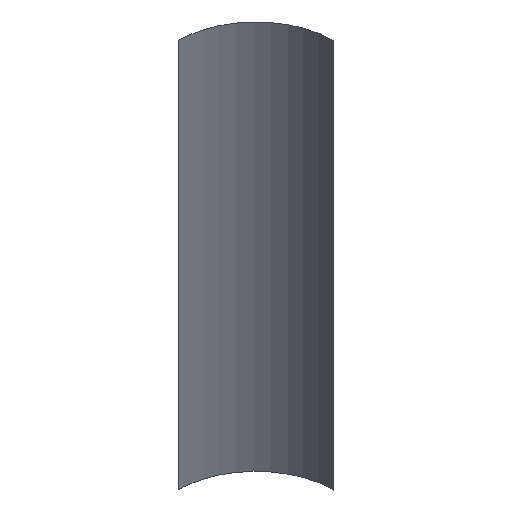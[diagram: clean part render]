
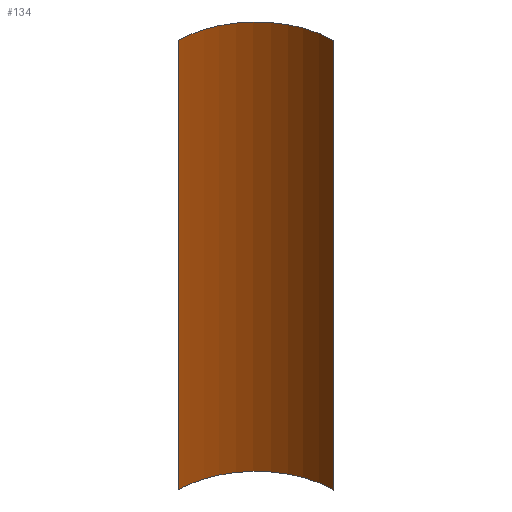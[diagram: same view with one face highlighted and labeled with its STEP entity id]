
A CAD part, isometric view. The second image highlights one B-rep face of the part: STEP entity #134.
In plain terms, the highlighted cylindrical face has radius 25.4 mm (diameter 50.8 mm), a partial arc.
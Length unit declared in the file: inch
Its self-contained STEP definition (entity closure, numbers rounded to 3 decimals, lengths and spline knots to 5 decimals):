
#95=CARTESIAN_POINT('#95',(2.0,1.0,-4.));
#96=VERTEX_POINT('',#95);
#97=CARTESIAN_POINT('#97',(1.0,2.0,-4.));
#98=VERTEX_POINT('',#97);
#99=CARTESIAN_POINT('#99',(2.0,1.0,1.0));
#100=VERTEX_POINT('',#99);
#101=CARTESIAN_POINT('#101',(1.0,2.0,1.0));
#102=VERTEX_POINT('',#101);
#103=CARTESIAN_POINT('#103',(2.0,1.0,-4.));
#104=CARTESIAN_POINT('#104',(2.0,1.58579,-4.));
#105=CARTESIAN_POINT('#105',(1.58579,2.0,-4.));
#106=CARTESIAN_POINT('#106',(1.0,2.0,-4.));
#107=(BOUNDED_CURVE()B_SPLINE_CURVE(3,(#103,#104,#105,#106),
.UNSPECIFIED.,.F.,.F.)B_SPLINE_CURVE_WITH_KNOTS((4,4),(0.0,1.0),
.UNSPECIFIED.)CURVE()GEOMETRIC_REPRESENTATION_ITEM()
RATIONAL_B_SPLINE_CURVE((1.0,0.805,0.805,1.0))
REPRESENTATION_ITEM(''));
#108=CARTESIAN_POINT('#108',(2.0,1.0,1.0));
#109=CARTESIAN_POINT('#109',(2.0,1.0,-4.));
#110=B_SPLINE_CURVE_WITH_KNOTS('',1,(#108,#109),.UNSPECIFIED.,.F.,.F.,(2
,2),(0.0,1.0),.UNSPECIFIED.);
#111=CARTESIAN_POINT('#111',(2.0,1.0,1.0));
#112=CARTESIAN_POINT('#112',(2.0,1.58579,1.0));
#113=CARTESIAN_POINT('#113',(1.58579,2.0,1.0));
#114=CARTESIAN_POINT('#114',(1.0,2.0,1.0));
#115=(BOUNDED_CURVE()B_SPLINE_CURVE(3,(#111,#112,#113,#114),
.UNSPECIFIED.,.F.,.F.)B_SPLINE_CURVE_WITH_KNOTS((4,4),(0.0,1.0),
.UNSPECIFIED.)CURVE()GEOMETRIC_REPRESENTATION_ITEM()
RATIONAL_B_SPLINE_CURVE((1.0,0.805,0.805,1.0))
REPRESENTATION_ITEM(''));
#116=CARTESIAN_POINT('#116',(1.0,2.0,1.0));
#117=CARTESIAN_POINT('#117',(1.0,2.0,-4.));
#118=B_SPLINE_CURVE_WITH_KNOTS('',1,(#116,#117),.UNSPECIFIED.,.F.,.F.,(2
,2),(0.0,1.0),.UNSPECIFIED.);
#119=EDGE_CURVE('',#96,#98,#107,.T.);
#120=EDGE_CURVE('',#100,#96,#110,.T.);
#121=EDGE_CURVE('',#100,#102,#115,.T.);
#122=EDGE_CURVE('',#102,#98,#118,.T.);
#123=ORIENTED_EDGE('#123',*,*,#119,.F.);
#124=ORIENTED_EDGE('#124',*,*,#120,.F.);
#125=ORIENTED_EDGE('#125',*,*,#121,.T.);
#126=ORIENTED_EDGE('#126',*,*,#122,.T.);
#127=EDGE_LOOP('#127',(#123,#124,#125,#126));
#128=FACE_BOUND('#128',#127,.T.);
#129=CARTESIAN_POINT('#129',(1.0,1.0,1.0));
#130=DIRECTION('#130',(0.0,0.0,-1.));
#131=DIRECTION('#131',(0.0,-1.,0.0));
#132=AXIS2_PLACEMENT_3D('#132',#129,#130,#131);
#133=CYLINDRICAL_SURFACE('',#132,1.0);
#134=ADVANCED_FACE('',(#128),#133,.F.);
